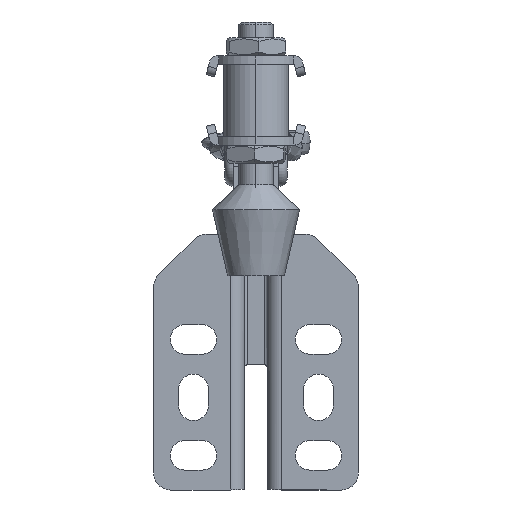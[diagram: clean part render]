
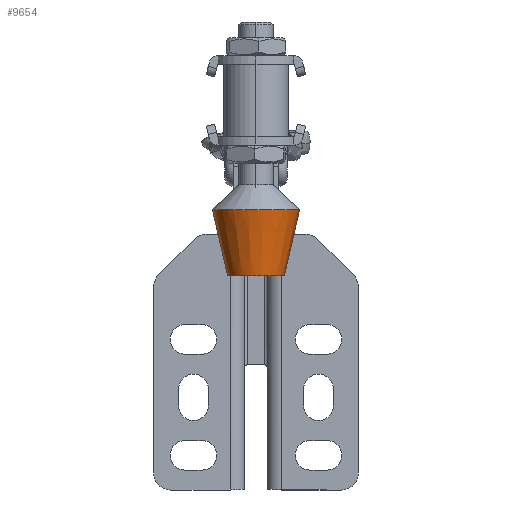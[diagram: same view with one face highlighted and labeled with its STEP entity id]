
A CAD part, left-side view. The second image highlights one B-rep face of the part: STEP entity #9654.
In plain terms, the highlighted conical face has half-angle 13 degrees and reference radius 5 mm.
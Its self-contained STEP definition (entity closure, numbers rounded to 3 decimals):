
#1084 = AXIS2_PLACEMENT_3D ( 'NONE', #21214, #21215, #21219 ) ;
#1413 = AXIS2_PLACEMENT_3D ( 'NONE', #2388, #2387, #2384 ) ;
#1414 = AXIS2_PLACEMENT_3D ( 'NONE', #2380, #2379, #2378 ) ;
#2378 = DIRECTION ( 'NONE',  ( 0., 0., 1. ) ) ;
#2379 = DIRECTION ( 'NONE',  ( 0., 1., 0. ) ) ;
#2380 = CARTESIAN_POINT ( 'NONE',  ( 0., 0., 0. ) ) ;
#2384 = DIRECTION ( 'NONE',  ( 0., 0., 1. ) ) ;
#2387 = DIRECTION ( 'NONE',  ( 0., 1., 0. ) ) ;
#2388 = CARTESIAN_POINT ( 'NONE',  ( 0., 11.631, 0. ) ) ;
#2407 = CARTESIAN_POINT ( 'NONE',  ( 0., 0., 5. ) ) ;
#2413 = CARTESIAN_POINT ( 'NONE',  ( 0., 0., -5. ) ) ;
#2415 = DIRECTION ( 'NONE',  ( 0., 0.974, 0.225 ) ) ;
#2416 = DIRECTION ( 'NONE',  ( 0., 0.974, -0.225 ) ) ;
#5543 = CIRCLE ( 'NONE', #1414, 5. ) ;
#5549 = VECTOR ( 'NONE', #2415, 1000. ) ;
#5550 = CIRCLE ( 'NONE', #1413, 7.685 ) ;
#5552 = VECTOR ( 'NONE', #2416, 1000. ) ;
#5554 = LINE ( 'NONE', #2407, #5549 ) ;
#5556 = LINE ( 'NONE', #2413, #5552 ) ;
#9654 = ADVANCED_FACE ( 'NONE', ( #16280 ), #16273, .T. ) ;
#16273 = CONICAL_SURFACE ( 'NONE', #1084, 5., 0.227 ) ;
#16280 = FACE_OUTER_BOUND ( 'NONE', #20638, .T. ) ;
#17163 = CARTESIAN_POINT ( 'NONE',  ( 0., 11.631, -7.685 ) ) ;
#17164 = CARTESIAN_POINT ( 'NONE',  ( 0., 11.631, 7.685 ) ) ;
#17169 = CARTESIAN_POINT ( 'NONE',  ( 0., 0., -5. ) ) ;
#17182 = CARTESIAN_POINT ( 'NONE',  ( 0., 0., 5. ) ) ;
#19408 = VERTEX_POINT ( 'NONE', #17182 ) ;
#19419 = VERTEX_POINT ( 'NONE', #17169 ) ;
#19423 = VERTEX_POINT ( 'NONE', #17164 ) ;
#19424 = VERTEX_POINT ( 'NONE', #17163 ) ;
#19588 = ORIENTED_EDGE ( 'NONE', *, *, #26526, .F. ) ;
#19589 = ORIENTED_EDGE ( 'NONE', *, *, #26533, .T. ) ;
#19590 = ORIENTED_EDGE ( 'NONE', *, *, #26528, .T. ) ;
#19591 = ORIENTED_EDGE ( 'NONE', *, *, #26532, .F. ) ;
#20638 = EDGE_LOOP ( 'NONE', ( #19588, #19589, #19590, #19591 ) ) ;
#21214 = CARTESIAN_POINT ( 'NONE',  ( 0., 0., 0. ) ) ;
#21215 = DIRECTION ( 'NONE',  ( 0., 1., 0. ) ) ;
#21219 = DIRECTION ( 'NONE',  ( 0., 0., 1. ) ) ;
#26526 = EDGE_CURVE ( 'NONE', #19419, #19424, #5556, .T. ) ;
#26528 = EDGE_CURVE ( 'NONE', #19408, #19423, #5554, .T. ) ;
#26532 = EDGE_CURVE ( 'NONE', #19424, #19423, #5550, .T. ) ;
#26533 = EDGE_CURVE ( 'NONE', #19419, #19408, #5543, .T. ) ;
